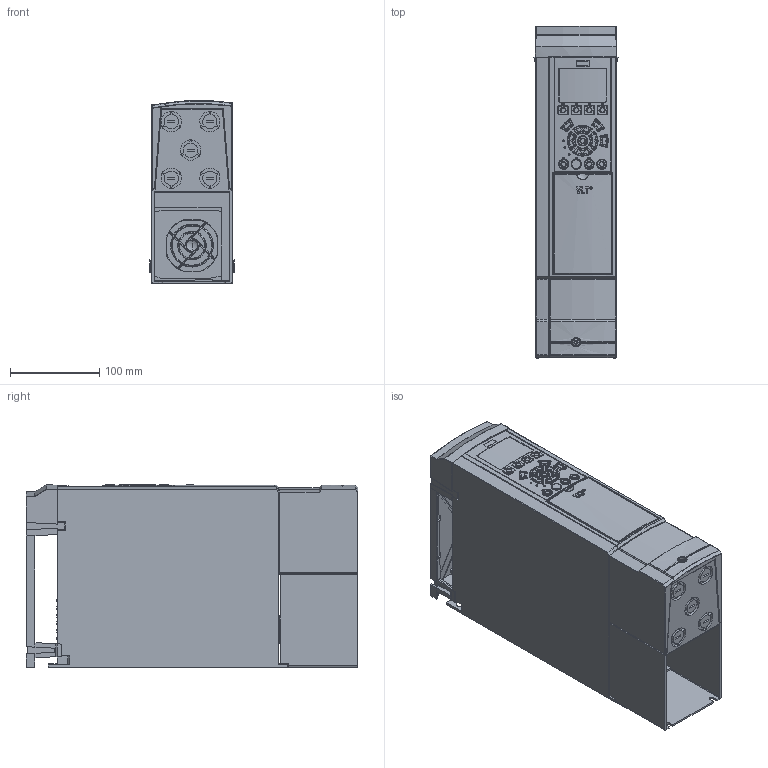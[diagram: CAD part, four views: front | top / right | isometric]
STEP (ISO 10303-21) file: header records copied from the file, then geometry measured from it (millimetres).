
FILE_DESCRIPTION((''),'2;1');
FILE_NAME('DANFOSS-FC100-A2-IP21-045','2019-09-04T',('U322080'),(''),'CREO PARAMETRIC BY PTC INC, 2018070','CREO PARAMETRIC BY PTC INC, 2018070','');
FILE_SCHEMA(('CONFIG_CONTROL_DESIGN'));
Products named in the file (1): DANFOSS-FC100-A2-IP21-045
Bounding box: 94.22 x 372 x 205 mm (x, y, z)
Surface area: 428361.5 mm2 (no closed solid volume)
Topology: 0 solids, 17 shells, 1950 faces, 5118 edges, 3224 vertices
Faces by surface type: plane 694, cylinder 528, bspline 520, torus 114, cone 35, sphere 35, extrusion 24
Entity records: 100682 total; most frequent: CARTESIAN_POINT 43133, ORIENTED_EDGE 10202, DIRECTION 6796, EDGE_CURVE 5101, VERTEX_POINT 3224, AXIS2_PLACEMENT_3D 2271, VECTOR 2254, LINE 2230
